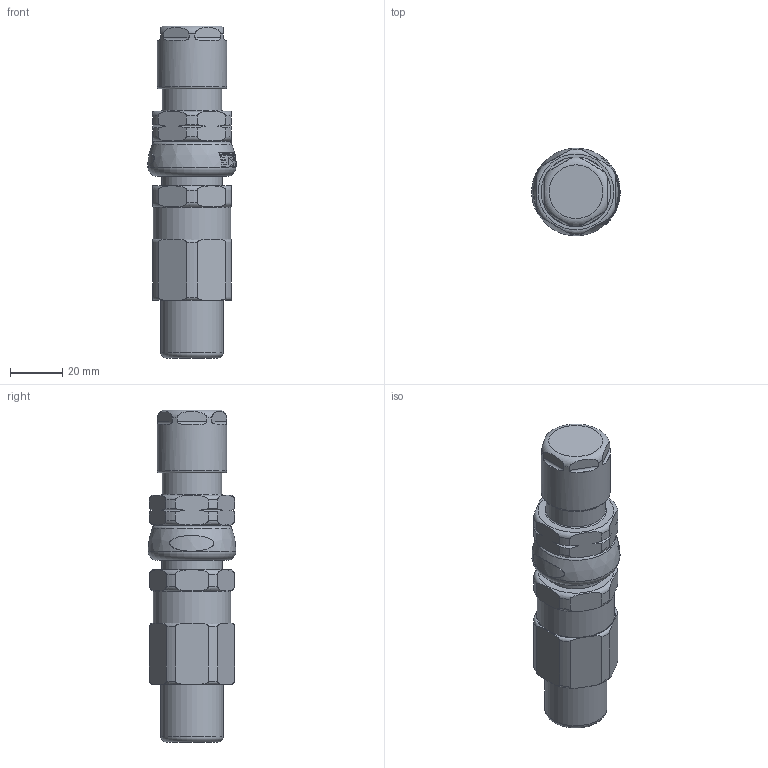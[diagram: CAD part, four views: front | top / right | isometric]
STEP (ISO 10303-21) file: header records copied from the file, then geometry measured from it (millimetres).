
FILE_DESCRIPTION(/* description */ (''),/* implementation_level */ '2;1');
FILE_NAME(/* name */ '620191.stp',/* time_stamp */ '2022-03-14T12:41:43+05:00',/* author */ ('vinaykumark'),/* organization */ (''),/* preprocessor_version */ 'ST-DEVELOPER v18',/* originating_system */ 'Autodesk Inventor 2020',/* authorisation */ '');
FILE_SCHEMA (('AUTOMOTIVE_DESIGN { 1 0 10303 214 3 1 1 }'));
Products named in the file (1): 620185
Bounding box: 33.8 x 33.5 x 126.69 mm (x, y, z)
Volume: 123188.2 mm3; surface area: 44271.7 mm2
Topology: 20 solids, 20 shells, 1288 faces, 3623 edges, 2378 vertices
Faces by surface type: plane 499, cylinder 218, torus 207, cone 180, bspline 170, sphere 14
Full cylindrical faces by diameter (mm): 1.84 x2, 3.5 x4, 5.8 x4, 12 x1, 16 x1, 18 x1, 19 x3, 20 x1, 22.5 x2, 22.6 x1, 23 x3, 23.3 x2, 23.75 x1, 24 x1, 24.75 x1, 25.32 x1, 26.5 x1, 28.55 x1, 29.5 x1
Entity records: 49338 total; most frequent: CARTESIAN_POINT 16677, ORIENTED_EDGE 7196, DIRECTION 5891, EDGE_CURVE 3598, VERTEX_POINT 2378, AXIS2_PLACEMENT_3D 2329, EDGE_LOOP 1330, STYLED_ITEM 1300
